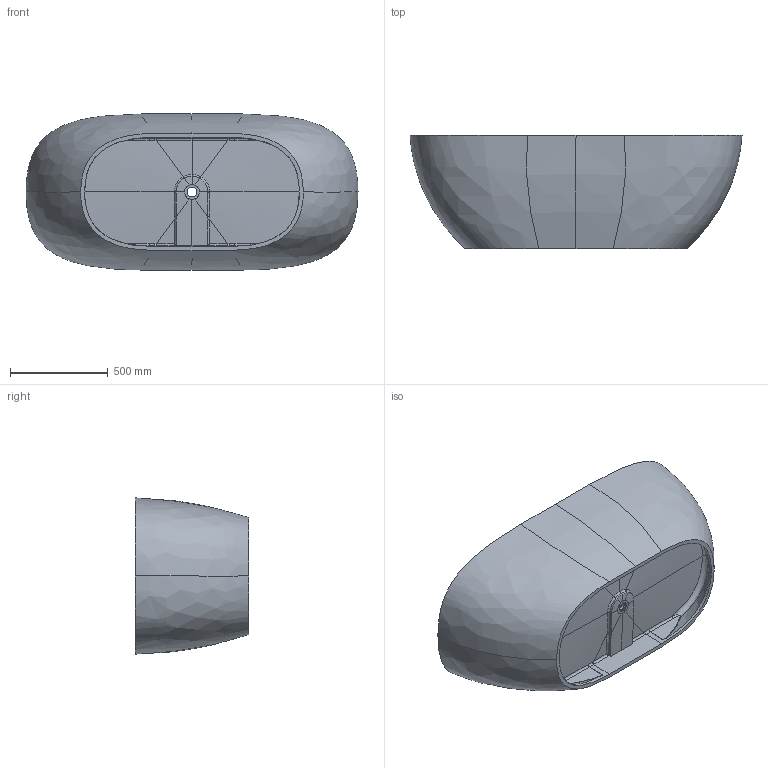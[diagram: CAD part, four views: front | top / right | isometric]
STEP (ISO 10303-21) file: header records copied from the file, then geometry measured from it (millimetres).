
FILE_DESCRIPTION((''),'2;1');
FILE_NAME('1500-730-600','2017-03-01T',('Administrator'),(''),'PRO/ENGINEER BY PARAMETRIC TECHNOLOGY CORPORATION, 2012480','PRO/ENGINEER BY PARAMETRIC TECHNOLOGY CORPORATION, 2012480','');
FILE_SCHEMA(('CONFIG_CONTROL_DESIGN'));
Length unit declared in the file: millimetre
Products named in the file (1): 1500-730-600
Bounding box: 1700 x 580 x 800 mm (x, y, z)
Volume: 67370639.5 mm3; surface area: 6241817.3 mm2
Topology: 1 solids, 1 shells, 163 faces, 414 edges, 253 vertices
Faces by surface type: bspline 124, plane 24, cylinder 7, extrusion 4, cone 2, torus 2
Entity records: 15008 total; most frequent: CARTESIAN_POINT 11983, ORIENTED_EDGE 828, EDGE_CURVE 414, DIRECTION 285, B_SPLINE_CURVE_WITH_KNOTS 274, VERTEX_POINT 253, EDGE_LOOP 167, FACE_OUTER_BOUND 163
